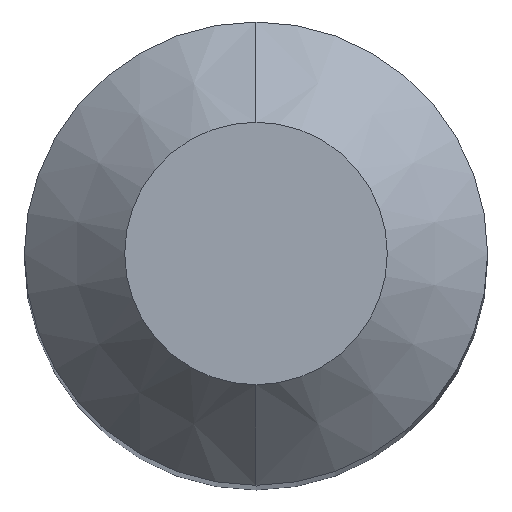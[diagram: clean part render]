
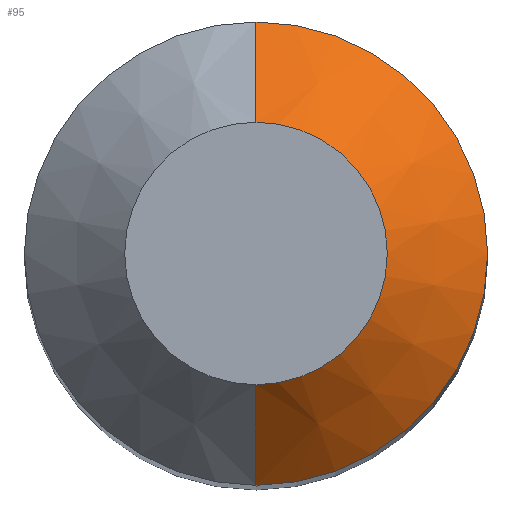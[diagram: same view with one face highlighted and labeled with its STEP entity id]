
A CAD part, top view. The second image highlights one B-rep face of the part: STEP entity #95.
In plain terms, the highlighted conical face has half-angle 45 degrees and reference radius 2.35 mm.
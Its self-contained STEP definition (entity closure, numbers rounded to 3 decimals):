
#95=ADVANCED_FACE('',(#178),#179,.T.);
#178=FACE_OUTER_BOUND('',#273,.T.);
#179=CONICAL_SURFACE('',#274,2.35,0.785);
#273=EDGE_LOOP('',(#367,#368,#369,#370));
#274=AXIS2_PLACEMENT_3D('',#371,#372,#373);
#367=ORIENTED_EDGE('',*,*,#469,.F.);
#368=ORIENTED_EDGE('',*,*,#470,.T.);
#369=ORIENTED_EDGE('',*,*,#471,.F.);
#370=ORIENTED_EDGE('',*,*,#466,.F.);
#371=CARTESIAN_POINT('',(0.,0.0,35.35));
#372=DIRECTION('',(0.,-0.0,-1.0));
#373=DIRECTION('',(0.0,1.0,0.0));
#466=EDGE_CURVE('',#529,#531,#532,.T.);
#469=EDGE_CURVE('',#535,#529,#536,.T.);
#470=EDGE_CURVE('',#535,#537,#538,.T.);
#471=EDGE_CURVE('',#531,#537,#539,.T.);
#529=VERTEX_POINT('',#593);
#531=VERTEX_POINT('',#596);
#532=CIRCLE('',#597,3.0);
#535=VERTEX_POINT('',#601);
#536=LINE('',#602,#603);
#537=VERTEX_POINT('',#604);
#538=CIRCLE('',#605,1.7);
#539=LINE('',#606,#607);
#593=CARTESIAN_POINT('',(0.,3.0,34.7));
#596=CARTESIAN_POINT('',(0.,-3.0,34.7));
#597=AXIS2_PLACEMENT_3D('',#649,#650,#651);
#601=CARTESIAN_POINT('',(0.,1.7,36.0));
#602=CARTESIAN_POINT('',(0.,2.35,35.35));
#603=VECTOR('',#653,1.0);
#604=CARTESIAN_POINT('',(0.,-1.7,36.0));
#605=AXIS2_PLACEMENT_3D('',#654,#655,#656);
#606=CARTESIAN_POINT('',(0.,-2.35,35.35));
#607=VECTOR('',#657,1.0);
#649=CARTESIAN_POINT('',(0.,0.0,34.7));
#650=DIRECTION('',(0.,0.0,-1.0));
#651=DIRECTION('',(0.0,1.0,0.0));
#653=DIRECTION('',(0.,0.707,-0.707));
#654=CARTESIAN_POINT('',(0.,0.0,36.0));
#655=DIRECTION('',(0.,0.0,-1.0));
#656=DIRECTION('',(0.0,1.0,0.0));
#657=DIRECTION('',(0.,0.707,0.707));
